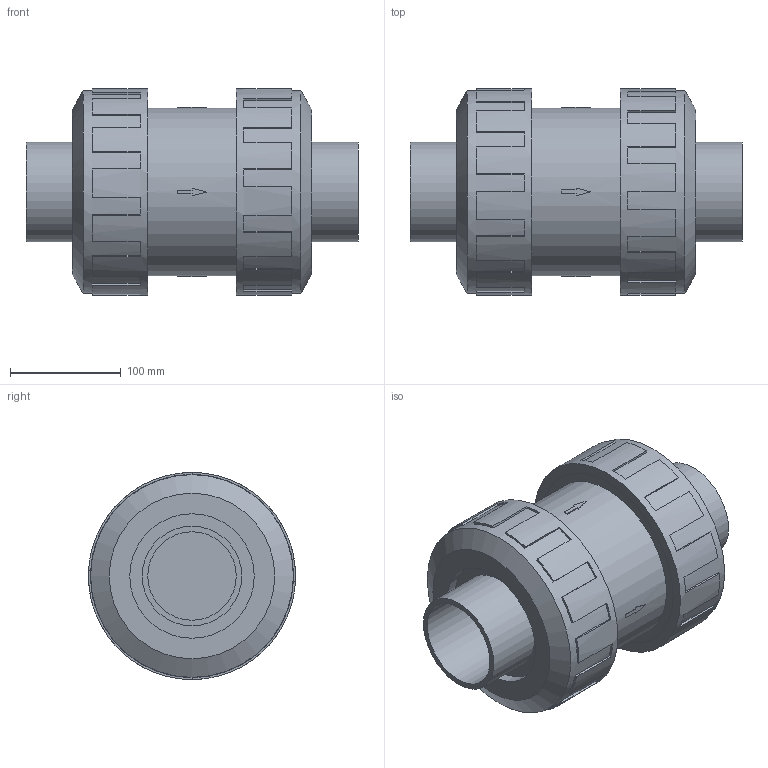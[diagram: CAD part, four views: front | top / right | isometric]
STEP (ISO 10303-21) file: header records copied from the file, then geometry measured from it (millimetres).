
FILE_DESCRIPTION((''),'2;1');
FILE_NAME('PV31001B090.stp','2022-02-18T07:52:50',('RL'),(''),'Autodesk Inventor 2012','Autodesk Inventor 2012','');
FILE_SCHEMA(('AUTOMOTIVE_DESIGN { 1 0 10303 214 1 1 1 1 }'));
Length unit declared in the file: millimetre
Products named in the file (1): PV31001B090
Bounding box: 300 x 187 x 187 mm (x, y, z)
Volume: 4733678.5 mm3; surface area: 396097.6 mm2
Topology: 1 solids, 1 shells, 179 faces, 474 edges, 314 vertices
Faces by surface type: plane 160, cylinder 17, cone 2
Full cylindrical faces by diameter (mm): 80 x2, 90 x2, 112.5 x2, 151.47 x3, 168.28 x2, 168.3 x2, 183.26 x2, 187 x2
Entity records: 5499 total; most frequent: DIRECTION 976, CARTESIAN_POINT 944, ORIENTED_EDGE 904, EDGE_CURVE 452, AXIS2_PLACEMENT_3D 344, VERTEX_POINT 312, VECTOR 288, LINE 288
